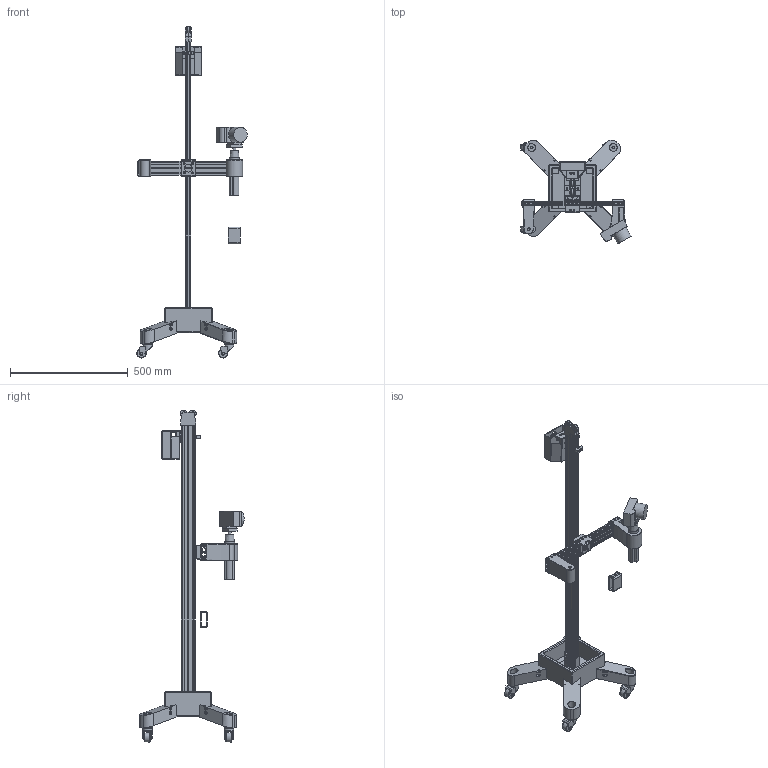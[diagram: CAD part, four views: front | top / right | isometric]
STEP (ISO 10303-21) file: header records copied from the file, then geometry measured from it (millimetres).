
FILE_DESCRIPTION(/* description */ (''),/* implementation_level */ '2;1');
FILE_NAME(/* name */ 'camera cart v25.step',/* time_stamp */ '2025-10-05T19:20:20-04:00',/* author */ (''),/* organization */ (''),/* preprocessor_version */ 'ST-DEVELOPER v20.1',/* originating_system */ 'Autodesk Translation Framework v14.17.0.0',/* authorisation */ '');
FILE_SCHEMA (('AUTOMOTIVE_DESIGN { 1 0 10303 214 3 1 1 }'));
Length unit declared in the file: millimetre
Products named in the file (24): camera cart; 2060-500; Component1; bearing mount; roller-bearing; temp cable mount; base mount; spacer; test-mount-plate; base center; Type I Cross Recessed Flat Countersunk Head Machine Screw ANSI B18.6.
3 1/4-28 UNF x 1 1/2 Steel Grade 2 Plain v1; ZBC137-D40-PA; T_Slot_Nut_M4_15mm; camera and tripod; Component16; mount-plate; counterweight; 2060-500_1; Component1_1; extrusion cross mount; clip; EXTRUSION MOUNT BLANK; extrusion camera mount; light mount
Assembly tree (35 placements, depth 3):
  camera cart
    2060-500
      Component1
    roller-bearing  x2
    bearing mount
    mount-plate  x2
    temp cable mount
    base mount  x2
    spacer
    test-mount-plate
    base center
      Type I Cross Recessed Flat Countersunk Head Machine Screw ANSI B18.6.
3 1/4-28 UNF x 1 1/2 Steel Grade 2 Plain v1  x4
    ZBC137-D40-PA  x4
    T_Slot_Nut_M4_15mm
    camera and tripod
      Component16
    counterweight
    2060-500_1
      Component1_1
    extrusion cross mount
      clip  x4
    EXTRUSION MOUNT BLANK
    extrusion camera mount
    light mount
Bounding box: 468.08 x 441.86 x 1408.89 mm (x, y, z)
Volume: 6899228.7 mm3; surface area: 1757147.3 mm2
Topology: 38 solids, 38 shells, 1868 faces, 4961 edges, 3208 vertices
Faces by surface type: plane 1248, cylinder 436, cone 149, torus 18, bspline 17
Full cylindrical faces by diameter (mm): 3.85 x2, 4 x18, 4.05 x2, 4.1 x2, 4.2 x28, 4.234 x10, 5.1 x2, 5.5 x3, 6 x5, 6.034 x5, 6.243 x8, 6.5 x32, 7 x4, 7.6 x16, 7.77 x4, 7.97 x2, 8 x28, 8.1 x6, 9 x6, 10 x20, 10.586 x4, 12 x21, 12.116 x4, 13 x6, 13.47 x2, 13.97 x4, 30 x4, 32.5 x1, 33 x8, 37 x4
Entity records: 48372 total; most frequent: CARTESIAN_POINT 9164, ORIENTED_EDGE 7924, DIRECTION 7891, EDGE_CURVE 3962, LINE 2973, VECTOR 2973, VERTEX_POINT 2553, AXIS2_PLACEMENT_3D 2459
